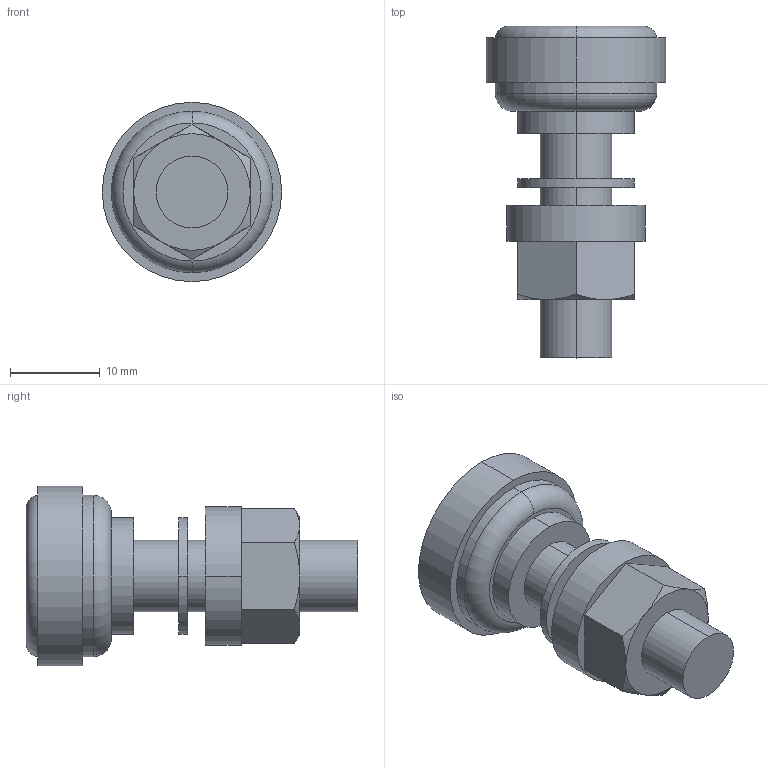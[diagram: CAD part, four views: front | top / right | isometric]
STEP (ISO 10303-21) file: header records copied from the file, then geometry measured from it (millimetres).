
FILE_DESCRIPTION (( 'STEP AP203' ), '1' );
FILE_NAME ('sone3D.STEP', '2013-05-27T10:51:11', ( '' ), ( '' ), 'SwSTEP 2.0', 'SolidWorks 2012', '' );
FILE_SCHEMA (( 'CONFIG_CONTROL_DESIGN' ));
Length unit declared in the file: millimetre
Products named in the file (5): AP-40本体__A-40-5本体_; AP-40儚僢僔儍乕__A-1040-5儚僢僔儍乕_; バネ座金__バネ座金M8_; 榋妏僫僢僩_榋妏僫僢僩M8_; sone3D
Assembly tree (4 placements, depth 2):
  sone3D
    AP-40本体__A-40-5本体_
    AP-40儚僢僔儍乕__A-1040-5儚僢僔儍乕_
    バネ座金__バネ座金M8_
    榋妏僫僢僩_榋妏僫僢僩M8_
Bounding box: 20 x 37 x 20 mm (x, y, z)
Volume: 5471.5 mm3; surface area: 3276.2 mm2
Topology: 4 solids, 4 shells, 46 faces, 94 edges, 60 vertices
Faces by surface type: cylinder 18, plane 18, cone 6, torus 4
Entity records: 1805 total; most frequent: CARTESIAN_POINT 275, DIRECTION 240, ORIENTED_EDGE 188, AXIS2_PLACEMENT_3D 105, EDGE_CURVE 94, VERTEX_POINT 60, EDGE_LOOP 56, CIRCLE 52
